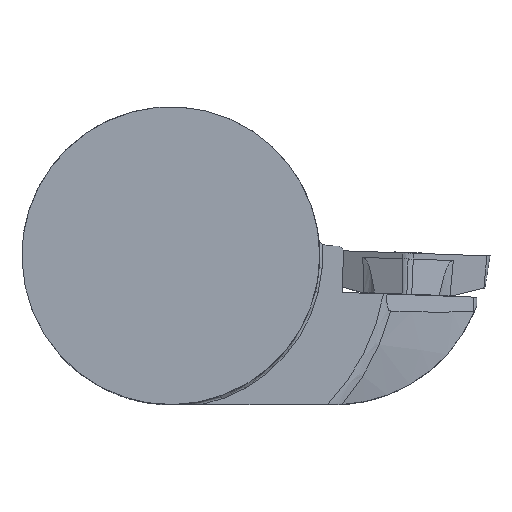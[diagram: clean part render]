
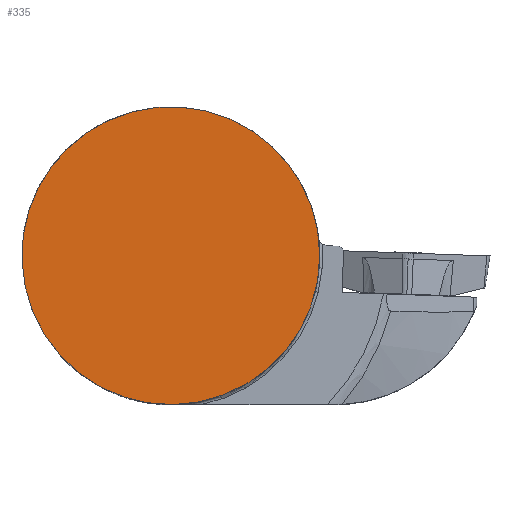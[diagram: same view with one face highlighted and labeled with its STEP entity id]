
A CAD part, top view. The second image highlights one B-rep face of the part: STEP entity #335.
In plain terms, the highlighted planar face has unit normal (0, 0, 1).
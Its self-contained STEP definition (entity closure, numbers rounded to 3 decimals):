
#163=PLANE('',#2041);
#241=FACE_OUTER_BOUND('',#485,.T.);
#335=ADVANCED_FACE('',(#241),#163,.T.);
#485=EDGE_LOOP('',(#1274));
#565=CIRCLE('',#1924,20.);
#1274=ORIENTED_EDGE('',*,*,#1605,.T.);
#1437=VERTEX_POINT('',#2754);
#1605=EDGE_CURVE('',#1437,#1437,#565,.T.);
#1924=AXIS2_PLACEMENT_3D('',#2753,#2125,#2126);
#2041=AXIS2_PLACEMENT_3D('',#3250,#2452,#2453);
#2125=DIRECTION('',(0.,0.,1.));
#2126=DIRECTION('',(1.,0.,0.));
#2452=DIRECTION('',(0.,0.,1.));
#2453=DIRECTION('',(1.,0.,0.));
#2753=CARTESIAN_POINT('',(0.,0.,0.));
#2754=CARTESIAN_POINT('',(20.,0.,0.));
#3250=CARTESIAN_POINT('',(0.,0.,0.));
